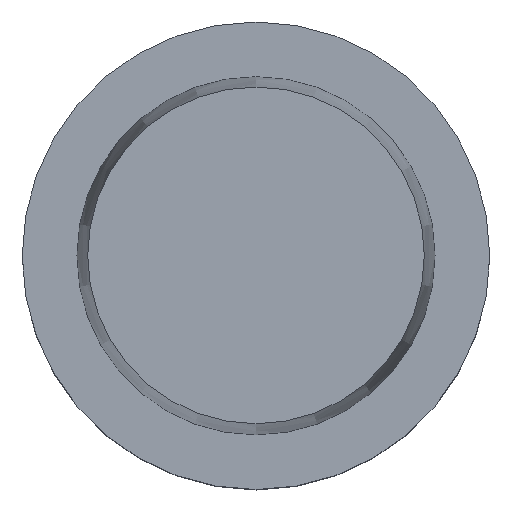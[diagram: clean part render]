
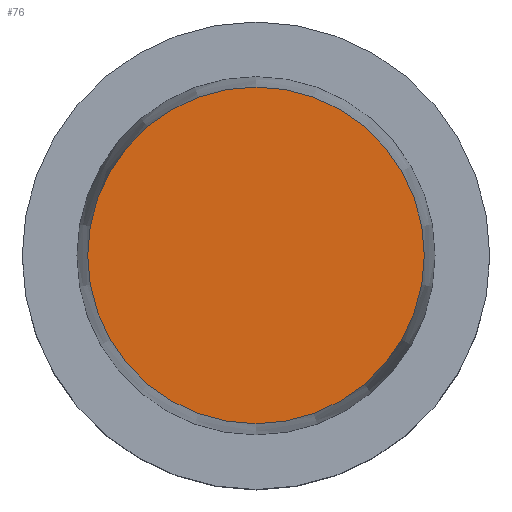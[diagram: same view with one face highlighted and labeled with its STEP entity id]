
A CAD part, top view. The second image highlights one B-rep face of the part: STEP entity #76.
In plain terms, the highlighted planar face has unit normal (0, 0, 1).
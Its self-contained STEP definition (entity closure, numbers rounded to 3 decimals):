
#76=ADVANCED_FACE('',(#98),#99,.T.);
#98=FACE_OUTER_BOUND('',#156,.T.);
#99=PLANE('',#157);
#156=EDGE_LOOP('',(#216));
#157=AXIS2_PLACEMENT_3D('',#217,#218,#219);
#216=ORIENTED_EDGE('',*,*,#311,.F.);
#217=CARTESIAN_POINT('',(0.,9.,25.0));
#218=DIRECTION('',(0.,0.,1.0));
#219=DIRECTION('',(0.,-1.0,0.));
#311=EDGE_CURVE('',#331,#331,#332,.T.);
#331=VERTEX_POINT('',#369);
#332=CIRCLE('',#370,18.);
#369=CARTESIAN_POINT('',(0.,18.,25.0));
#370=AXIS2_PLACEMENT_3D('',#408,#409,#410);
#408=CARTESIAN_POINT('',(0.,0.,25.0));
#409=DIRECTION('',(0.,0.,-1.0));
#410=DIRECTION('',(0.,1.0,0.));
